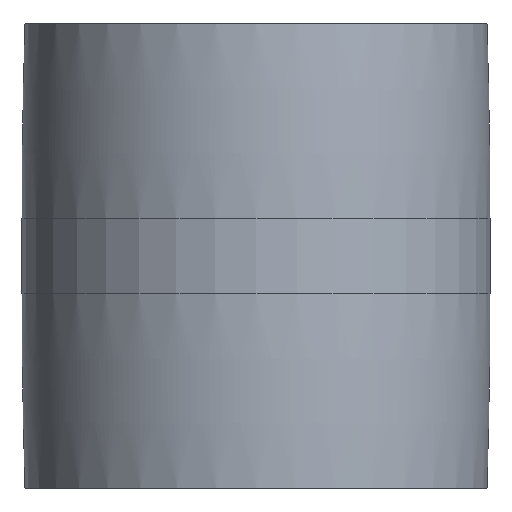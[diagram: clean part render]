
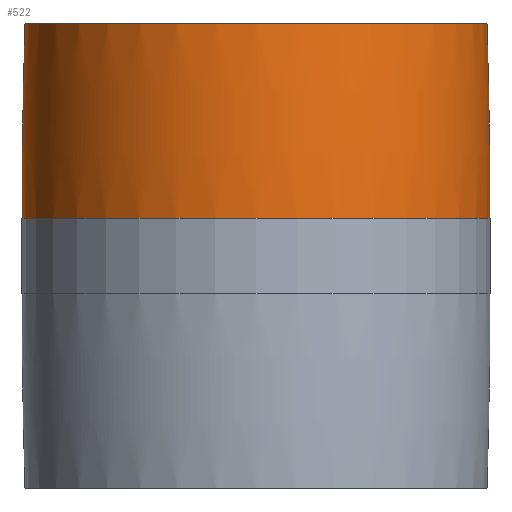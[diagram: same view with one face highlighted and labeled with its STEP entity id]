
A CAD part, front view. The second image highlights one B-rep face of the part: STEP entity #522.
In plain terms, the highlighted toroidal (fillet/blend) face has major radius 2003.08 mm and minor radius 2080.62 mm.
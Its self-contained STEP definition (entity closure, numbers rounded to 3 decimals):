
#26 = DIRECTION ( 'NONE',  ( 1., 0., 0. ) ) ;
#30 = TOROIDAL_SURFACE ( 'NONE', #691, -2003.075, 2080.625 ) ;
#70 = DIRECTION ( 'NONE',  ( 1., 0., 0. ) ) ;
#74 = CARTESIAN_POINT ( 'NONE',  ( -76.55, 0., 77. ) ) ;
#79 = AXIS2_PLACEMENT_3D ( 'NONE', #342, #798, #865 ) ;
#82 = VERTEX_POINT ( 'NONE', #485 ) ;
#93 = CARTESIAN_POINT ( 'NONE',  ( -2003.075, 0., 12.5 ) ) ;
#130 = CIRCLE ( 'NONE', #646, 76.55 ) ;
#140 = EDGE_LOOP ( 'NONE', ( #714, #515, #189, #443 ) ) ;
#189 = ORIENTED_EDGE ( 'NONE', *, *, #915, .T. ) ;
#193 = EDGE_CURVE ( 'NONE', #82, #367, #317, .T. ) ;
#203 = CARTESIAN_POINT ( 'NONE',  ( 2003.075, 0., 12.5 ) ) ;
#229 = FACE_OUTER_BOUND ( 'NONE', #140, .T. ) ;
#305 = EDGE_CURVE ( 'NONE', #944, #489, #130, .T. ) ;
#317 = CIRCLE ( 'NONE', #79, 77.55 ) ;
#342 = CARTESIAN_POINT ( 'NONE',  ( 0., 0., 12.5 ) ) ;
#367 = VERTEX_POINT ( 'NONE', #870 ) ;
#435 = DIRECTION ( 'NONE',  ( 0., 1., 0. ) ) ;
#443 = ORIENTED_EDGE ( 'NONE', *, *, #305, .F. ) ;
#449 = AXIS2_PLACEMENT_3D ( 'NONE', #93, #756, #614 ) ;
#451 = CARTESIAN_POINT ( 'NONE',  ( 76.55, 0., 77. ) ) ;
#485 = CARTESIAN_POINT ( 'NONE',  ( -77.55, 0., 12.5 ) ) ;
#489 = VERTEX_POINT ( 'NONE', #451 ) ;
#515 = ORIENTED_EDGE ( 'NONE', *, *, #193, .T. ) ;
#522 = ADVANCED_FACE ( 'NONE', ( #229 ), #30, .T. ) ;
#614 = DIRECTION ( 'NONE',  ( 0., 0., -1. ) ) ;
#623 = CARTESIAN_POINT ( 'NONE',  ( 0., 0., 77. ) ) ;
#646 = AXIS2_PLACEMENT_3D ( 'NONE', #623, #921, #26 ) ;
#657 = EDGE_CURVE ( 'NONE', #82, #944, #822, .T. ) ;
#676 = CIRCLE ( 'NONE', #449, 2080.625 ) ;
#691 = AXIS2_PLACEMENT_3D ( 'NONE', #765, #965, #70 ) ;
#714 = ORIENTED_EDGE ( 'NONE', *, *, #657, .F. ) ;
#756 = DIRECTION ( 'NONE',  ( 0., -1., 0. ) ) ;
#765 = CARTESIAN_POINT ( 'NONE',  ( 0., 0., 12.5 ) ) ;
#798 = DIRECTION ( 'NONE',  ( 0., 0., 1. ) ) ;
#822 = CIRCLE ( 'NONE', #942, 2080.625 ) ;
#865 = DIRECTION ( 'NONE',  ( 1., 0., 0. ) ) ;
#870 = CARTESIAN_POINT ( 'NONE',  ( 77.55, 0., 12.5 ) ) ;
#915 = EDGE_CURVE ( 'NONE', #367, #489, #676, .T. ) ;
#921 = DIRECTION ( 'NONE',  ( 0., 0., 1. ) ) ;
#939 = DIRECTION ( 'NONE',  ( -1., 0., 0. ) ) ;
#942 = AXIS2_PLACEMENT_3D ( 'NONE', #203, #435, #939 ) ;
#944 = VERTEX_POINT ( 'NONE', #74 ) ;
#965 = DIRECTION ( 'NONE',  ( 0., 0., 1. ) ) ;
